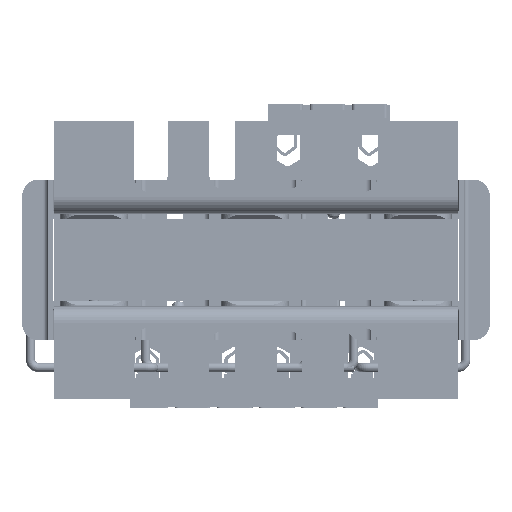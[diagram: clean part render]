
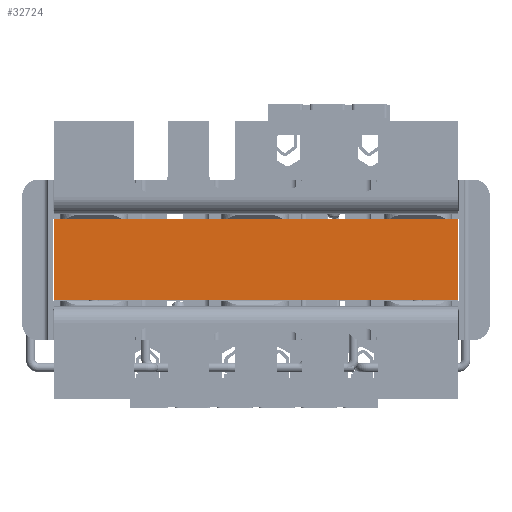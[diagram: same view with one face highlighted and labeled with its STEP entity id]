
A CAD part, front view. The second image highlights one B-rep face of the part: STEP entity #32724.
In plain terms, the highlighted planar face has unit normal (0, -1, 0).
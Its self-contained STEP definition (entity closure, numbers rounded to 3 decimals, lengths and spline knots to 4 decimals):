
#2114=PLANE('',#35215);
#3038=FACE_OUTER_BOUND('',#4903,.T.);
#4903=EDGE_LOOP('',(#22335,#22336,#22337,#22338));
#6949=LINE('',#46528,#10007);
#6962=LINE('',#46553,#10020);
#6982=LINE('',#46593,#10040);
#6983=LINE('',#46595,#10041);
#10007=VECTOR('',#37971,0.3937);
#10020=VECTOR('',#37986,0.3937);
#10040=VECTOR('',#38026,0.3937);
#10041=VECTOR('',#38029,0.3937);
#14110=VERTEX_POINT('',#46524);
#14112=VERTEX_POINT('',#46527);
#14122=VERTEX_POINT('',#46549);
#14133=VERTEX_POINT('',#46591);
#17323=EDGE_CURVE('',#14112,#14110,#6949,.T.);
#17336=EDGE_CURVE('',#14122,#14112,#6962,.T.);
#17356=EDGE_CURVE('',#14110,#14133,#6982,.T.);
#17357=EDGE_CURVE('',#14133,#14122,#6983,.T.);
#22335=ORIENTED_EDGE('',*,*,#17357,.T.);
#22336=ORIENTED_EDGE('',*,*,#17336,.T.);
#22337=ORIENTED_EDGE('',*,*,#17323,.T.);
#22338=ORIENTED_EDGE('',*,*,#17356,.T.);
#32724=ADVANCED_FACE('',(#3038),#2114,.T.);
#35215=AXIS2_PLACEMENT_3D('',#46594,#38027,#38028);
#37971=DIRECTION('',(1.,0.,0.));
#37986=DIRECTION('',(0.,0.,-1.));
#38026=DIRECTION('',(0.,0.,1.));
#38027=DIRECTION('center_axis',(0.,-1.,0.));
#38028=DIRECTION('ref_axis',(0.,0.,-1.));
#38029=DIRECTION('',(-1.,0.,0.));
#46524=CARTESIAN_POINT('',(4.8534,-0.125,-0.6));
#46527=CARTESIAN_POINT('',(-1.1466,-0.125,-0.6));
#46528=CARTESIAN_POINT('',(4.8534,-0.125,-0.6));
#46549=CARTESIAN_POINT('',(-1.1466,-0.125,0.6));
#46553=CARTESIAN_POINT('',(-1.1466,-0.125,0.));
#46591=CARTESIAN_POINT('',(4.8534,-0.125,0.6));
#46593=CARTESIAN_POINT('',(4.8534,-0.125,0.));
#46594=CARTESIAN_POINT('Origin',(4.8534,-0.125,0.));
#46595=CARTESIAN_POINT('',(4.8534,-0.125,0.6));
